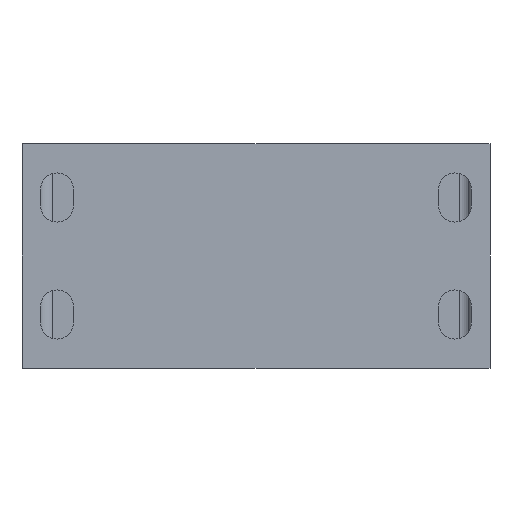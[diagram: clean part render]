
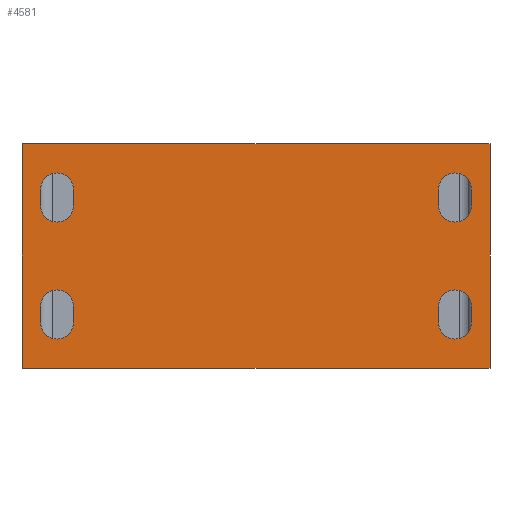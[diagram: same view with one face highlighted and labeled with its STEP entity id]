
A CAD part, front view. The second image highlights one B-rep face of the part: STEP entity #4581.
In plain terms, the highlighted planar face has unit normal (0, -1, 0).
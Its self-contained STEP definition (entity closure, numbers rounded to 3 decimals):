
#123=DIRECTION('',(1.,0.,0.));
#124=VECTOR('',#123,100.);
#125=CARTESIAN_POINT('',(-50.,-30.,-24.));
#126=LINE('',#125,#124);
#267=DIRECTION('',(-1.,0.,0.));
#268=VECTOR('',#267,100.);
#269=CARTESIAN_POINT('',(50.,-30.,24.));
#270=LINE('',#269,#268);
#798=DIRECTION('',(0.,0.,-1.));
#799=VECTOR('',#798,48.);
#800=CARTESIAN_POINT('',(-50.,-30.,24.));
#801=LINE('',#800,#799);
#826=CARTESIAN_POINT('',(42.5,-30.,10.75));
#827=DIRECTION('',(0.,-1.,0.));
#828=DIRECTION('',(-1.,0.,0.));
#829=AXIS2_PLACEMENT_3D('',#826,#827,#828);
#831=DIRECTION('',(0.,0.,1.));
#832=VECTOR('',#831,3.5);
#833=CARTESIAN_POINT('',(46.,-30.,10.75));
#834=LINE('',#833,#832);
#835=CARTESIAN_POINT('',(42.5,-30.,14.25));
#836=DIRECTION('',(0.,-1.,0.));
#837=DIRECTION('',(1.,0.,0.));
#838=AXIS2_PLACEMENT_3D('',#835,#836,#837);
#840=DIRECTION('',(0.,0.,-1.));
#841=VECTOR('',#840,3.5);
#842=CARTESIAN_POINT('',(39.,-30.,14.25));
#843=LINE('',#842,#841);
#844=CARTESIAN_POINT('',(42.5,-30.,-10.75));
#845=DIRECTION('',(0.,-1.,0.));
#846=DIRECTION('',(1.,0.,0.));
#847=AXIS2_PLACEMENT_3D('',#844,#845,#846);
#849=DIRECTION('',(0.,0.,-1.));
#850=VECTOR('',#849,3.5);
#851=CARTESIAN_POINT('',(39.,-30.,-10.75));
#852=LINE('',#851,#850);
#853=CARTESIAN_POINT('',(42.5,-30.,-14.25));
#854=DIRECTION('',(0.,-1.,0.));
#855=DIRECTION('',(-1.,0.,0.));
#856=AXIS2_PLACEMENT_3D('',#853,#854,#855);
#858=DIRECTION('',(0.,0.,1.));
#859=VECTOR('',#858,3.5);
#860=CARTESIAN_POINT('',(46.,-30.,-14.25));
#861=LINE('',#860,#859);
#862=CARTESIAN_POINT('',(-42.5,-30.,10.75));
#863=DIRECTION('',(0.,-1.,0.));
#864=DIRECTION('',(-1.,0.,0.));
#865=AXIS2_PLACEMENT_3D('',#862,#863,#864);
#867=DIRECTION('',(0.,0.,1.));
#868=VECTOR('',#867,3.5);
#869=CARTESIAN_POINT('',(-39.,-30.,10.75));
#870=LINE('',#869,#868);
#871=CARTESIAN_POINT('',(-42.5,-30.,14.25));
#872=DIRECTION('',(0.,-1.,0.));
#873=DIRECTION('',(1.,0.,0.));
#874=AXIS2_PLACEMENT_3D('',#871,#872,#873);
#876=DIRECTION('',(0.,0.,-1.));
#877=VECTOR('',#876,3.5);
#878=CARTESIAN_POINT('',(-46.,-30.,14.25));
#879=LINE('',#878,#877);
#880=CARTESIAN_POINT('',(-42.5,-30.,-10.75));
#881=DIRECTION('',(0.,-1.,0.));
#882=DIRECTION('',(1.,0.,0.));
#883=AXIS2_PLACEMENT_3D('',#880,#881,#882);
#885=DIRECTION('',(0.,0.,-1.));
#886=VECTOR('',#885,3.5);
#887=CARTESIAN_POINT('',(-46.,-30.,-10.75));
#888=LINE('',#887,#886);
#889=CARTESIAN_POINT('',(-42.5,-30.,-14.25));
#890=DIRECTION('',(0.,-1.,0.));
#891=DIRECTION('',(-1.,0.,0.));
#892=AXIS2_PLACEMENT_3D('',#889,#890,#891);
#894=DIRECTION('',(0.,0.,1.));
#895=VECTOR('',#894,3.5);
#896=CARTESIAN_POINT('',(-39.,-30.,-14.25));
#897=LINE('',#896,#895);
#902=DIRECTION('',(0.,0.,1.));
#903=VECTOR('',#902,48.);
#904=CARTESIAN_POINT('',(50.,-30.,-24.));
#905=LINE('',#904,#903);
#2797=CARTESIAN_POINT('',(-50.,-30.,-24.));
#2798=VERTEX_POINT('',#2797);
#2799=CARTESIAN_POINT('',(50.,-30.,-24.));
#2800=VERTEX_POINT('',#2799);
#3079=CARTESIAN_POINT('',(50.,-30.,24.));
#3080=CARTESIAN_POINT('',(-50.,-30.,24.));
#3081=VERTEX_POINT('',#3079);
#3082=VERTEX_POINT('',#3080);
#3151=CARTESIAN_POINT('',(39.,-30.,10.75));
#3152=CARTESIAN_POINT('',(46.,-30.,10.75));
#3153=VERTEX_POINT('',#3151);
#3154=VERTEX_POINT('',#3152);
#3155=CARTESIAN_POINT('',(46.,-30.,14.25));
#3156=VERTEX_POINT('',#3155);
#3157=CARTESIAN_POINT('',(39.,-30.,14.25));
#3158=VERTEX_POINT('',#3157);
#3159=CARTESIAN_POINT('',(46.,-30.,-10.75));
#3160=CARTESIAN_POINT('',(39.,-30.,-10.75));
#3161=VERTEX_POINT('',#3159);
#3162=VERTEX_POINT('',#3160);
#3163=CARTESIAN_POINT('',(39.,-30.,-14.25));
#3164=VERTEX_POINT('',#3163);
#3165=CARTESIAN_POINT('',(46.,-30.,-14.25));
#3166=VERTEX_POINT('',#3165);
#3167=CARTESIAN_POINT('',(-46.,-30.,10.75));
#3168=CARTESIAN_POINT('',(-39.,-30.,10.75));
#3169=VERTEX_POINT('',#3167);
#3170=VERTEX_POINT('',#3168);
#3171=CARTESIAN_POINT('',(-39.,-30.,14.25));
#3172=VERTEX_POINT('',#3171);
#3173=CARTESIAN_POINT('',(-46.,-30.,14.25));
#3174=VERTEX_POINT('',#3173);
#3175=CARTESIAN_POINT('',(-39.,-30.,-10.75));
#3176=CARTESIAN_POINT('',(-46.,-30.,-10.75));
#3177=VERTEX_POINT('',#3175);
#3178=VERTEX_POINT('',#3176);
#3179=CARTESIAN_POINT('',(-46.,-30.,-14.25));
#3180=VERTEX_POINT('',#3179);
#3181=CARTESIAN_POINT('',(-39.,-30.,-14.25));
#3182=VERTEX_POINT('',#3181);
#4529=CARTESIAN_POINT('',(0.,-30.,0.));
#4530=DIRECTION('',(0.,1.,0.));
#4531=DIRECTION('',(1.,0.,0.));
#4532=AXIS2_PLACEMENT_3D('',#4529,#4530,#4531);
#4533=PLANE('',#4532);
#4534=ORIENTED_EDGE('',*,*,#3557,.F.);
#4535=ORIENTED_EDGE('',*,*,#4480,.F.);
#4536=ORIENTED_EDGE('',*,*,#3693,.F.);
#4538=ORIENTED_EDGE('',*,*,#4537,.F.);
#4539=EDGE_LOOP('',(#4534,#4535,#4536,#4538));
#4540=FACE_OUTER_BOUND('',#4539,.F.);
#4542=ORIENTED_EDGE('',*,*,#4541,.T.);
#4544=ORIENTED_EDGE('',*,*,#4543,.T.);
#4546=ORIENTED_EDGE('',*,*,#4545,.T.);
#4548=ORIENTED_EDGE('',*,*,#4547,.T.);
#4549=EDGE_LOOP('',(#4542,#4544,#4546,#4548));
#4550=FACE_BOUND('',#4549,.F.);
#4552=ORIENTED_EDGE('',*,*,#4551,.T.);
#4554=ORIENTED_EDGE('',*,*,#4553,.T.);
#4556=ORIENTED_EDGE('',*,*,#4555,.T.);
#4558=ORIENTED_EDGE('',*,*,#4557,.T.);
#4559=EDGE_LOOP('',(#4552,#4554,#4556,#4558));
#4560=FACE_BOUND('',#4559,.F.);
#4562=ORIENTED_EDGE('',*,*,#4561,.T.);
#4564=ORIENTED_EDGE('',*,*,#4563,.T.);
#4566=ORIENTED_EDGE('',*,*,#4565,.T.);
#4568=ORIENTED_EDGE('',*,*,#4567,.T.);
#4569=EDGE_LOOP('',(#4562,#4564,#4566,#4568));
#4570=FACE_BOUND('',#4569,.F.);
#4572=ORIENTED_EDGE('',*,*,#4571,.T.);
#4574=ORIENTED_EDGE('',*,*,#4573,.T.);
#4576=ORIENTED_EDGE('',*,*,#4575,.T.);
#4578=ORIENTED_EDGE('',*,*,#4577,.T.);
#4579=EDGE_LOOP('',(#4572,#4574,#4576,#4578));
#4580=FACE_BOUND('',#4579,.F.);
#830=CIRCLE('',#829,3.5);
#839=CIRCLE('',#838,3.5);
#848=CIRCLE('',#847,3.5);
#857=CIRCLE('',#856,3.5);
#866=CIRCLE('',#865,3.5);
#875=CIRCLE('',#874,3.5);
#884=CIRCLE('',#883,3.5);
#893=CIRCLE('',#892,3.5);
#3557=EDGE_CURVE('',#2798,#2800,#126,.T.);
#3693=EDGE_CURVE('',#3081,#3082,#270,.T.);
#4480=EDGE_CURVE('',#3082,#2798,#801,.T.);
#4537=EDGE_CURVE('',#2800,#3081,#905,.T.);
#4541=EDGE_CURVE('',#3153,#3154,#830,.T.);
#4543=EDGE_CURVE('',#3154,#3156,#834,.T.);
#4545=EDGE_CURVE('',#3156,#3158,#839,.T.);
#4547=EDGE_CURVE('',#3158,#3153,#843,.T.);
#4551=EDGE_CURVE('',#3161,#3162,#848,.T.);
#4553=EDGE_CURVE('',#3162,#3164,#852,.T.);
#4555=EDGE_CURVE('',#3164,#3166,#857,.T.);
#4557=EDGE_CURVE('',#3166,#3161,#861,.T.);
#4561=EDGE_CURVE('',#3169,#3170,#866,.T.);
#4563=EDGE_CURVE('',#3170,#3172,#870,.T.);
#4565=EDGE_CURVE('',#3172,#3174,#875,.T.);
#4567=EDGE_CURVE('',#3174,#3169,#879,.T.);
#4571=EDGE_CURVE('',#3177,#3178,#884,.T.);
#4573=EDGE_CURVE('',#3178,#3180,#888,.T.);
#4575=EDGE_CURVE('',#3180,#3182,#893,.T.);
#4577=EDGE_CURVE('',#3182,#3177,#897,.T.);
#4581=ADVANCED_FACE('',(#4540,#4550,#4560,#4570,#4580),#4533,.F.);
